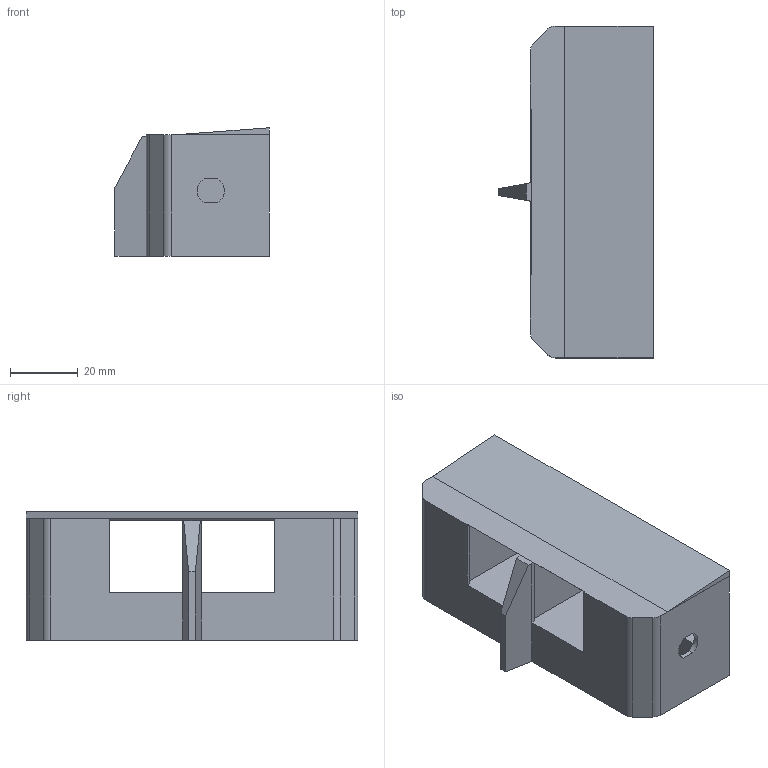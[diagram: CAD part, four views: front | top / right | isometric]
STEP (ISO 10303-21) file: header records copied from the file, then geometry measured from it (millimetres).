
FILE_DESCRIPTION(/* description */ ('','CAx-IF Rec.Pracs.---Representation and Presentation of Product Manufacturing Information (PMI)---4.0---2014-10-13'),/* implementation_level */ '2;1');
FILE_NAME(/* name */ 'charger-box.step',/* time_stamp */ '2025-03-17T21:33:10+03:00',/* author */ (''),/* organization */ (''),/* preprocessor_version */ 'ST-DEVELOPER v20',/* originating_system */ 'Autodesk Translation Framework v13.20.0.188',/* authorisation */ '');
FILE_SCHEMA (('AP242_MANAGED_MODEL_BASED_3D_ENGINEERING_MIM_LF { 1 0 10303 442 1 1 4 }'));
Length unit declared in the file: millimetre
Products named in the file (1): Configuration 1
Bounding box: 45.33 x 97.6 x 37.8 mm (x, y, z)
Volume: 78138.1 mm3; surface area: 30428.9 mm2
Topology: 2 solids, 2 shells, 61 faces, 158 edges, 104 vertices
Faces by surface type: plane 51, cylinder 10
Full cylindrical faces by diameter (mm): 4.35 x4
Entity records: 1887 total; most frequent: CARTESIAN_POINT 324, ORIENTED_EDGE 316, DIRECTION 302, EDGE_CURVE 158, LINE 138, VECTOR 138, VERTEX_POINT 104, AXIS2_PLACEMENT_3D 82
